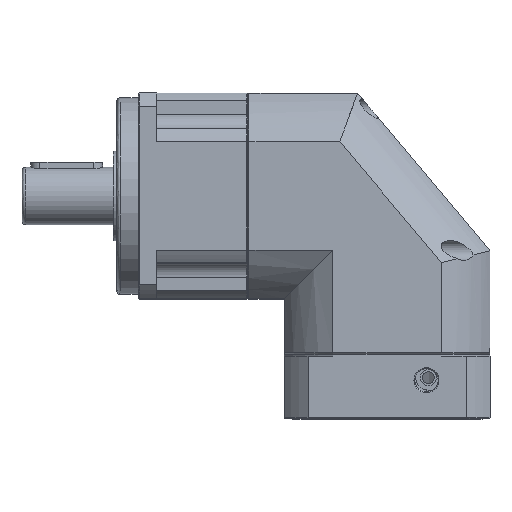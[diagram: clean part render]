
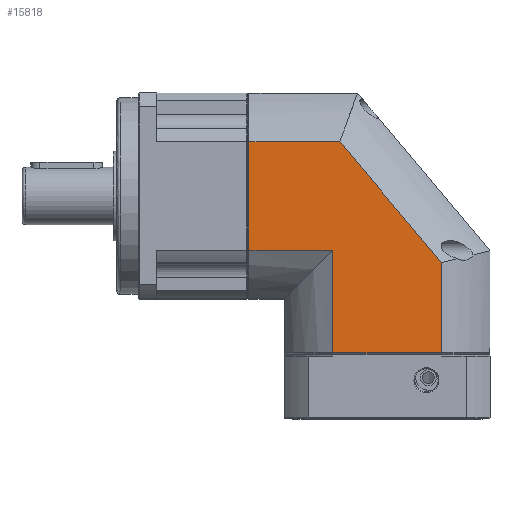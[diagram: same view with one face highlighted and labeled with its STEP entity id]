
A CAD part, top view. The second image highlights one B-rep face of the part: STEP entity #15818.
In plain terms, the highlighted planar face has unit normal (0, 0, 1).
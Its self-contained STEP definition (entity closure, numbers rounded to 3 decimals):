
#151 = DIRECTION ( 'NONE',  ( 1., 0., 0. ) ) ;
#283 = CARTESIAN_POINT ( 'NONE',  ( -16.146, 47.061, 115. ) ) ;
#2003 = LINE ( 'NONE', #16246, #10312 ) ;
#2295 = EDGE_LOOP ( 'NONE', ( #2689, #5954, #7471, #14313, #4290, #5656, #4666 ) ) ;
#2689 = ORIENTED_EDGE ( 'NONE', *, *, #19121, .T. ) ;
#2797 = VECTOR ( 'NONE', #151, 1000. ) ;
#2911 = LINE ( 'NONE', #5718, #7638 ) ;
#3490 = LINE ( 'NONE', #7945, #17137 ) ;
#3764 = FACE_OUTER_BOUND ( 'NONE', #2295, .T. ) ;
#4105 = VERTEX_POINT ( 'NONE', #17332 ) ;
#4290 = ORIENTED_EDGE ( 'NONE', *, *, #18090, .T. ) ;
#4666 = ORIENTED_EDGE ( 'NONE', *, *, #18678, .T. ) ;
#4987 = DIRECTION ( 'NONE',  ( -1., 0., 0. ) ) ;
#5194 = DIRECTION ( 'NONE',  ( 0., 0., 1. ) ) ;
#5640 = LINE ( 'NONE', #6674, #10338 ) ;
#5656 = ORIENTED_EDGE ( 'NONE', *, *, #18459, .T. ) ;
#5718 = CARTESIAN_POINT ( 'NONE',  ( 40.561, -20.52, 115. ) ) ;
#5819 = VERTEX_POINT ( 'NONE', #9858 ) ;
#5954 = ORIENTED_EDGE ( 'NONE', *, *, #19351, .T. ) ;
#6164 = CARTESIAN_POINT ( 'NONE',  ( 40.561, -70.95, 115. ) ) ;
#6674 = CARTESIAN_POINT ( 'NONE',  ( -9.042, 47.061, 115. ) ) ;
#7401 = CARTESIAN_POINT ( 'NONE',  ( -9.042, -13.561, 115. ) ) ;
#7471 = ORIENTED_EDGE ( 'NONE', *, *, #17182, .T. ) ;
#7638 = VECTOR ( 'NONE', #16444, 1000. ) ;
#7840 = CARTESIAN_POINT ( 'NONE',  ( -66.95, -13.561, 115. ) ) ;
#7945 = CARTESIAN_POINT ( 'NONE',  ( 40.561, -8.988, 115. ) ) ;
#8594 = CARTESIAN_POINT ( 'NONE',  ( -66.95, 47.061, 115. ) ) ;
#8879 = LINE ( 'NONE', #18949, #18282 ) ;
#9568 = CARTESIAN_POINT ( 'NONE',  ( -20.061, -13.561, 115. ) ) ;
#9858 = CARTESIAN_POINT ( 'NONE',  ( 40.561, -20.52, 115. ) ) ;
#10312 = VECTOR ( 'NONE', #19708, 1000. ) ;
#10338 = VECTOR ( 'NONE', #4987, 1000. ) ;
#10978 = VERTEX_POINT ( 'NONE', #283 ) ;
#11518 = CARTESIAN_POINT ( 'NONE',  ( -9.042, -70.95, 115. ) ) ;
#12077 = AXIS2_PLACEMENT_3D ( 'NONE', #15921, #5194, #17631 ) ;
#14313 = ORIENTED_EDGE ( 'NONE', *, *, #17636, .T. ) ;
#14907 = VERTEX_POINT ( 'NONE', #8594 ) ;
#15160 = VERTEX_POINT ( 'NONE', #9568 ) ;
#15818 = ADVANCED_FACE ( 'NONE', ( #3764 ), #20918, .T. ) ;
#15921 = CARTESIAN_POINT ( 'NONE',  ( -9.042, -8.988, 115. ) ) ;
#16246 = CARTESIAN_POINT ( 'NONE',  ( -66.95, -8.988, 115. ) ) ;
#16444 = DIRECTION ( 'NONE',  ( -0.643, 0.766, 0. ) ) ;
#16486 = LINE ( 'NONE', #7401, #2797 ) ;
#17137 = VECTOR ( 'NONE', #21913, 1000. ) ;
#17182 = EDGE_CURVE ( 'NONE', #4105, #17621, #17541, .T. ) ;
#17332 = CARTESIAN_POINT ( 'NONE',  ( -20.061, -70.95, 115. ) ) ;
#17541 = LINE ( 'NONE', #11518, #21962 ) ;
#17621 = VERTEX_POINT ( 'NONE', #6164 ) ;
#17631 = DIRECTION ( 'NONE',  ( 1., 0., 0. ) ) ;
#17636 = EDGE_CURVE ( 'NONE', #17621, #5819, #3490, .T. ) ;
#18090 = EDGE_CURVE ( 'NONE', #5819, #10978, #2911, .T. ) ;
#18174 = VERTEX_POINT ( 'NONE', #7840 ) ;
#18282 = VECTOR ( 'NONE', #18873, 1000. ) ;
#18459 = EDGE_CURVE ( 'NONE', #10978, #14907, #5640, .T. ) ;
#18678 = EDGE_CURVE ( 'NONE', #14907, #18174, #2003, .T. ) ;
#18873 = DIRECTION ( 'NONE',  ( 0., -1., 0. ) ) ;
#18949 = CARTESIAN_POINT ( 'NONE',  ( -20.061, -8.988, 115. ) ) ;
#19121 = EDGE_CURVE ( 'NONE', #18174, #15160, #16486, .T. ) ;
#19351 = EDGE_CURVE ( 'NONE', #15160, #4105, #8879, .T. ) ;
#19708 = DIRECTION ( 'NONE',  ( 0., -1., 0. ) ) ;
#20918 = PLANE ( 'NONE',  #12077 ) ;
#21864 = DIRECTION ( 'NONE',  ( 1., 0., 0. ) ) ;
#21913 = DIRECTION ( 'NONE',  ( 0., 1., 0. ) ) ;
#21962 = VECTOR ( 'NONE', #21864, 1000. ) ;
